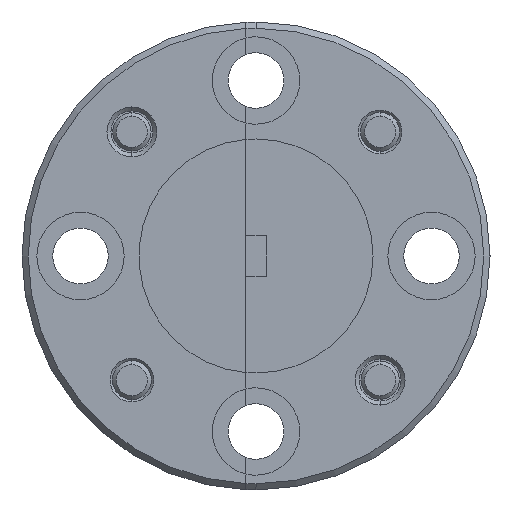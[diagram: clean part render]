
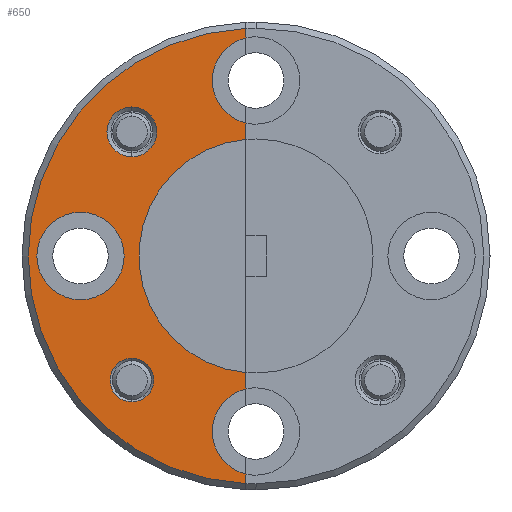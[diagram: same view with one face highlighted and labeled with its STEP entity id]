
A CAD part, left-side view. The second image highlights one B-rep face of the part: STEP entity #650.
In plain terms, the highlighted planar face has unit normal (-1, 0, 0).
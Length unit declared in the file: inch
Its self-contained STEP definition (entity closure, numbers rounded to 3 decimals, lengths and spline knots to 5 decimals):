
#650 = ADVANCED_FACE ( 'NONE', ( #19696, #13703, #26344, #22088 ), #3719, .T. ) ;
#898 = CARTESIAN_POINT ( 'NONE',  ( -0.57, 0.18262, 0.19887 ) ) ;
#979 = DIRECTION ( 'NONE',  ( 0., 0., 1. ) ) ;
#1061 = ORIENTED_EDGE ( 'NONE', *, *, #6775, .F. ) ;
#1428 = LINE ( 'NONE', #23006, #5351 ) ;
#1652 = CIRCLE ( 'NONE', #3585, 0.035 ) ;
#1733 = LINE ( 'NONE', #22234, #20482 ) ;
#1776 = EDGE_CURVE ( 'NONE', #20997, #25833, #23209, .T. ) ;
#2077 = DIRECTION ( 'NONE',  ( 0., 0., 1. ) ) ;
#2211 = CARTESIAN_POINT ( 'NONE',  ( -0.57, 0.18262, 0.19887 ) ) ;
#2372 = CARTESIAN_POINT ( 'NONE',  ( -0.57, 0.18262, -0.19887 ) ) ;
#2744 = EDGE_LOOP ( 'NONE', ( #1061, #13456 ) ) ;
#2835 = DIRECTION ( 'NONE',  ( -1., 0., 0. ) ) ;
#3169 = CARTESIAN_POINT ( 'NONE',  ( -0.57, -0.01625, 0. ) ) ;
#3585 = AXIS2_PLACEMENT_3D ( 'NONE', #18429, #9336, #13619 ) ;
#3668 = CARTESIAN_POINT ( 'NONE',  ( -0.57, 0., -0.36464 ) ) ;
#3719 = PLANE ( 'NONE',  #6620 ) ;
#4041 = VERTEX_POINT ( 'NONE', #7192 ) ;
#4590 = CIRCLE ( 'NONE', #14513, 0.07 ) ;
#4596 = DIRECTION ( 'NONE',  ( 0., 0., 1. ) ) ;
#4957 = DIRECTION ( 'NONE',  ( 0., 0., 1. ) ) ;
#5351 = VECTOR ( 'NONE', #21177, 39.37008 ) ;
#5497 = CIRCLE ( 'NONE', #10867, 0.04 ) ;
#5626 = CARTESIAN_POINT ( 'NONE',  ( -0.57, -0.01625, 0. ) ) ;
#5855 = CARTESIAN_POINT ( 'NONE',  ( -0.57, 0.18262, 0.23887 ) ) ;
#5913 = CARTESIAN_POINT ( 'NONE',  ( -0.57, -0.01625, 0. ) ) ;
#6217 = ORIENTED_EDGE ( 'NONE', *, *, #21710, .F. ) ;
#6270 = CARTESIAN_POINT ( 'NONE',  ( -0.57, 0., 0.36464 ) ) ;
#6346 = ORIENTED_EDGE ( 'NONE', *, *, #13308, .T. ) ;
#6518 = AXIS2_PLACEMENT_3D ( 'NONE', #18957, #2835, #16276 ) ;
#6620 = AXIS2_PLACEMENT_3D ( 'NONE', #5913, #28559, #15132 ) ;
#6775 = EDGE_CURVE ( 'NONE', #27665, #27403, #15675, .T. ) ;
#7192 = CARTESIAN_POINT ( 'NONE',  ( -0.57, 0., 0.21316 ) ) ;
#7449 = CARTESIAN_POINT ( 'NONE',  ( -0.57, 0.265, 0. ) ) ;
#7626 = VERTEX_POINT ( 'NONE', #3668 ) ;
#7698 = CARTESIAN_POINT ( 'NONE',  ( -0.57, 0.18262, -0.23387 ) ) ;
#7787 = ORIENTED_EDGE ( 'NONE', *, *, #12832, .F. ) ;
#7862 = DIRECTION ( 'NONE',  ( 0., 0., 1. ) ) ;
#7887 = ORIENTED_EDGE ( 'NONE', *, *, #8016, .T. ) ;
#8016 = EDGE_CURVE ( 'NONE', #22595, #8752, #1428, .T. ) ;
#8133 = CARTESIAN_POINT ( 'NONE',  ( -0.57, 0.265, 0.07 ) ) ;
#8343 = CARTESIAN_POINT ( 'NONE',  ( -0.57, 0., -0.21316 ) ) ;
#8752 = VERTEX_POINT ( 'NONE', #27786 ) ;
#8841 = VECTOR ( 'NONE', #26093, 39.37008 ) ;
#9036 = LINE ( 'NONE', #12100, #15773 ) ;
#9210 = AXIS2_PLACEMENT_3D ( 'NONE', #7449, #16960, #10127 ) ;
#9336 = DIRECTION ( 'NONE',  ( -1., 0., 0. ) ) ;
#10094 = EDGE_CURVE ( 'NONE', #26995, #4041, #17389, .T. ) ;
#10127 = DIRECTION ( 'NONE',  ( 0., 0., 1. ) ) ;
#10458 = EDGE_CURVE ( 'NONE', #27403, #27665, #5497, .T. ) ;
#10533 = CARTESIAN_POINT ( 'NONE',  ( -0.57, 0., 0.18679 ) ) ;
#10867 = AXIS2_PLACEMENT_3D ( 'NONE', #898, #16749, #18913 ) ;
#11141 = ORIENTED_EDGE ( 'NONE', *, *, #28550, .F. ) ;
#11377 = DIRECTION ( 'NONE',  ( -1., 0., 0. ) ) ;
#11402 = CIRCLE ( 'NONE', #14180, 0.365 ) ;
#11647 = CARTESIAN_POINT ( 'NONE',  ( -0.57, 0.265, -0.07 ) ) ;
#12100 = CARTESIAN_POINT ( 'NONE',  ( -0.57, 0., 0. ) ) ;
#12394 = DIRECTION ( 'NONE',  ( -1., 0., 0. ) ) ;
#12832 = EDGE_CURVE ( 'NONE', #14611, #14124, #16384, .T. ) ;
#13308 = EDGE_CURVE ( 'NONE', #22626, #7626, #11402, .T. ) ;
#13456 = ORIENTED_EDGE ( 'NONE', *, *, #10458, .F. ) ;
#13619 = DIRECTION ( 'NONE',  ( 0., 0., 1. ) ) ;
#13703 = FACE_BOUND ( 'NONE', #25425, .T. ) ;
#13926 = AXIS2_PLACEMENT_3D ( 'NONE', #5626, #21372, #7862 ) ;
#14124 = VERTEX_POINT ( 'NONE', #8133 ) ;
#14180 = AXIS2_PLACEMENT_3D ( 'NONE', #3169, #12394, #979 ) ;
#14267 = ORIENTED_EDGE ( 'NONE', *, *, #22864, .T. ) ;
#14513 = AXIS2_PLACEMENT_3D ( 'NONE', #16818, #21490, #25643 ) ;
#14611 = VERTEX_POINT ( 'NONE', #11647 ) ;
#15132 = DIRECTION ( 'NONE',  ( 0., 0., 1. ) ) ;
#15666 = ORIENTED_EDGE ( 'NONE', *, *, #19725, .F. ) ;
#15675 = CIRCLE ( 'NONE', #27711, 0.04 ) ;
#15735 = AXIS2_PLACEMENT_3D ( 'NONE', #16132, #18500, #4957 ) ;
#15773 = VECTOR ( 'NONE', #23365, 39.37008 ) ;
#16132 = CARTESIAN_POINT ( 'NONE',  ( -0.57, 0.265, 0. ) ) ;
#16276 = DIRECTION ( 'NONE',  ( 0., 0., 1. ) ) ;
#16384 = CIRCLE ( 'NONE', #9210, 0.07 ) ;
#16749 = DIRECTION ( 'NONE',  ( -1., 0., 0. ) ) ;
#16818 = CARTESIAN_POINT ( 'NONE',  ( -0.57, -0.01625, 0.28125 ) ) ;
#16960 = DIRECTION ( 'NONE',  ( -1., 0., 0. ) ) ;
#17296 = VERTEX_POINT ( 'NONE', #28097 ) ;
#17389 = LINE ( 'NONE', #26402, #8841 ) ;
#17890 = DIRECTION ( 'NONE',  ( 0., 0., 1. ) ) ;
#18143 = CARTESIAN_POINT ( 'NONE',  ( -0.57, 0.18262, 0.15887 ) ) ;
#18149 = DIRECTION ( 'NONE',  ( -1., 0., 0. ) ) ;
#18429 = CARTESIAN_POINT ( 'NONE',  ( -0.57, 0.18262, -0.19887 ) ) ;
#18500 = DIRECTION ( 'NONE',  ( -1., 0., 0. ) ) ;
#18913 = DIRECTION ( 'NONE',  ( 0., 0., 1. ) ) ;
#18957 = CARTESIAN_POINT ( 'NONE',  ( -0.57, -0.01625, -0.28125 ) ) ;
#18995 = ORIENTED_EDGE ( 'NONE', *, *, #28898, .T. ) ;
#19212 = CIRCLE ( 'NONE', #13926, 0.1875 ) ;
#19474 = ORIENTED_EDGE ( 'NONE', *, *, #26044, .F. ) ;
#19696 = FACE_OUTER_BOUND ( 'NONE', #23114, .T. ) ;
#19725 = EDGE_CURVE ( 'NONE', #22595, #25416, #20446, .T. ) ;
#20446 = CIRCLE ( 'NONE', #6518, 0.07 ) ;
#20482 = VECTOR ( 'NONE', #17890, 39.37008 ) ;
#20997 = VERTEX_POINT ( 'NONE', #7698 ) ;
#21177 = DIRECTION ( 'NONE',  ( 0., 0., 1. ) ) ;
#21372 = DIRECTION ( 'NONE',  ( -1., 0., 0. ) ) ;
#21490 = DIRECTION ( 'NONE',  ( -1., 0., 0. ) ) ;
#21526 = ORIENTED_EDGE ( 'NONE', *, *, #10094, .T. ) ;
#21710 = EDGE_CURVE ( 'NONE', #25833, #20997, #1652, .T. ) ;
#22088 = FACE_BOUND ( 'NONE', #22633, .T. ) ;
#22234 = CARTESIAN_POINT ( 'NONE',  ( -0.57, 0., 0. ) ) ;
#22464 = AXIS2_PLACEMENT_3D ( 'NONE', #2372, #11377, #2077 ) ;
#22595 = VERTEX_POINT ( 'NONE', #8343 ) ;
#22626 = VERTEX_POINT ( 'NONE', #6270 ) ;
#22633 = EDGE_LOOP ( 'NONE', ( #6217, #25398 ) ) ;
#22864 = EDGE_CURVE ( 'NONE', #7626, #25416, #9036, .T. ) ;
#23006 = CARTESIAN_POINT ( 'NONE',  ( -0.57, 0., 0. ) ) ;
#23114 = EDGE_LOOP ( 'NONE', ( #18995, #6346, #14267, #15666, #7887, #25750, #21526, #11141 ) ) ;
#23209 = CIRCLE ( 'NONE', #22464, 0.035 ) ;
#23365 = DIRECTION ( 'NONE',  ( 0., 0., 1. ) ) ;
#25185 = EDGE_CURVE ( 'NONE', #26995, #8752, #19212, .T. ) ;
#25398 = ORIENTED_EDGE ( 'NONE', *, *, #1776, .F. ) ;
#25416 = VERTEX_POINT ( 'NONE', #28854 ) ;
#25425 = EDGE_LOOP ( 'NONE', ( #19474, #7787 ) ) ;
#25643 = DIRECTION ( 'NONE',  ( 0., 0., 1. ) ) ;
#25750 = ORIENTED_EDGE ( 'NONE', *, *, #25185, .F. ) ;
#25809 = CIRCLE ( 'NONE', #15735, 0.07 ) ;
#25833 = VERTEX_POINT ( 'NONE', #28417 ) ;
#26044 = EDGE_CURVE ( 'NONE', #14124, #14611, #25809, .T. ) ;
#26093 = DIRECTION ( 'NONE',  ( 0., 0., 1. ) ) ;
#26344 = FACE_BOUND ( 'NONE', #2744, .T. ) ;
#26402 = CARTESIAN_POINT ( 'NONE',  ( -0.57, 0., 0. ) ) ;
#26995 = VERTEX_POINT ( 'NONE', #10533 ) ;
#27403 = VERTEX_POINT ( 'NONE', #18143 ) ;
#27665 = VERTEX_POINT ( 'NONE', #5855 ) ;
#27711 = AXIS2_PLACEMENT_3D ( 'NONE', #2211, #18149, #4596 ) ;
#27786 = CARTESIAN_POINT ( 'NONE',  ( -0.57, 0., -0.18679 ) ) ;
#28097 = CARTESIAN_POINT ( 'NONE',  ( -0.57, 0., 0.34934 ) ) ;
#28417 = CARTESIAN_POINT ( 'NONE',  ( -0.57, 0.18262, -0.16387 ) ) ;
#28550 = EDGE_CURVE ( 'NONE', #17296, #4041, #4590, .T. ) ;
#28559 = DIRECTION ( 'NONE',  ( -1., 0., 0. ) ) ;
#28854 = CARTESIAN_POINT ( 'NONE',  ( -0.57, 0., -0.34934 ) ) ;
#28898 = EDGE_CURVE ( 'NONE', #17296, #22626, #1733, .T. ) ;
